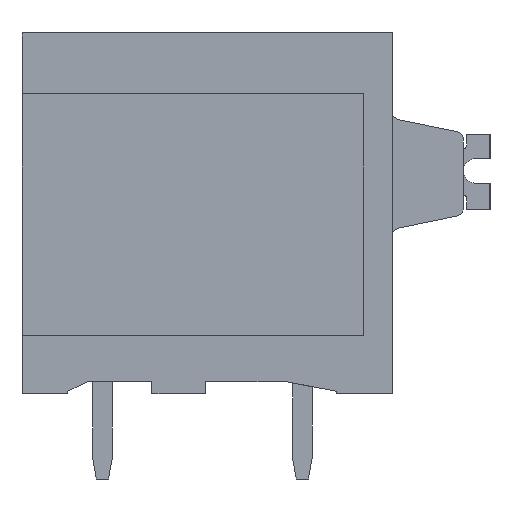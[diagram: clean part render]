
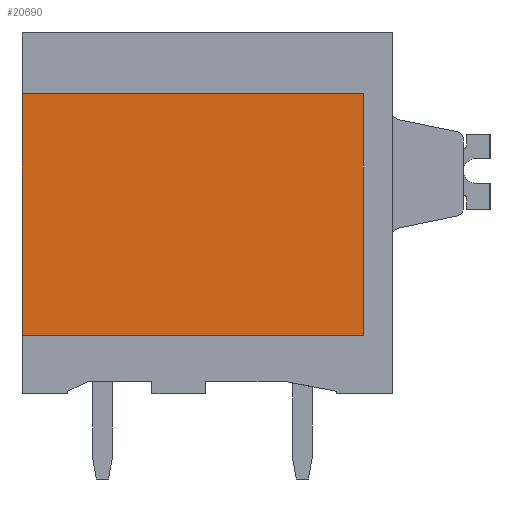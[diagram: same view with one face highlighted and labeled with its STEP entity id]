
A CAD part, left-side view. The second image highlights one B-rep face of the part: STEP entity #20690.
In plain terms, the highlighted planar face has unit normal (-1, 0, 0).
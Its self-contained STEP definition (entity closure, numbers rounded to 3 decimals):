
#8193=AXIS2_PLACEMENT_3D('Plane Axis2P3D',#8190,#8191,#8192) ;
#8190=CARTESIAN_POINT('Axis2P3D Location',(1.1,0.,0.)) ;
#20560=CARTESIAN_POINT('Vertex',(1.1,19.2,5.9)) ;
#20563=CARTESIAN_POINT('Line Origine',(1.1,19.2,10.85)) ;
#20567=CARTESIAN_POINT('Vertex',(1.1,19.2,15.8)) ;
#20640=CARTESIAN_POINT('Vertex',(1.1,5.2,5.9)) ;
#20643=CARTESIAN_POINT('Line Origine',(1.1,12.2,5.9)) ;
#20664=CARTESIAN_POINT('Vertex',(1.1,5.2,15.8)) ;
#20667=CARTESIAN_POINT('Line Origine',(1.1,5.2,10.85)) ;
#20679=CARTESIAN_POINT('Line Origine',(1.1,12.2,15.8)) ;
#8191=DIRECTION('Axis2P3D Direction',(-1.,0.,0.)) ;
#8192=DIRECTION('Axis2P3D XDirection',(0.,-1.,0.)) ;
#20564=DIRECTION('Vector Direction',(0.,0.,1.)) ;
#20644=DIRECTION('Vector Direction',(0.,1.,0.)) ;
#20668=DIRECTION('Vector Direction',(0.,0.,1.)) ;
#20680=DIRECTION('Vector Direction',(0.,1.,0.)) ;
#20565=VECTOR('Line Direction',#20564,1.) ;
#20645=VECTOR('Line Direction',#20644,1.) ;
#20669=VECTOR('Line Direction',#20668,1.) ;
#20681=VECTOR('Line Direction',#20680,1.) ;
#20685=ORIENTED_EDGE('',*,*,#20647,.F.) ;
#20686=ORIENTED_EDGE('',*,*,#20671,.T.) ;
#20687=ORIENTED_EDGE('',*,*,#20683,.T.) ;
#20688=ORIENTED_EDGE('',*,*,#20569,.F.) ;
#20690=ADVANCED_FACE('_LMF 5.00/21/90 3.5SN OR BX 1331920000',(#20689),#8194,.T.) ;
#20569=EDGE_CURVE('',#20561,#20568,#20566,.T.) ;
#20647=EDGE_CURVE('',#20641,#20561,#20646,.T.) ;
#20671=EDGE_CURVE('',#20641,#20665,#20670,.T.) ;
#20683=EDGE_CURVE('',#20665,#20568,#20682,.T.) ;
#20684=EDGE_LOOP('',(#20685,#20686,#20687,#20688)) ;
#20689=FACE_OUTER_BOUND('',#20684,.T.) ;
#20566=LINE('Line',#20563,#20565) ;
#20646=LINE('Line',#20643,#20645) ;
#20670=LINE('Line',#20667,#20669) ;
#20682=LINE('Line',#20679,#20681) ;
#8194=PLANE('',#8193) ;
#20561=VERTEX_POINT('',#20560) ;
#20568=VERTEX_POINT('',#20567) ;
#20641=VERTEX_POINT('',#20640) ;
#20665=VERTEX_POINT('',#20664) ;
